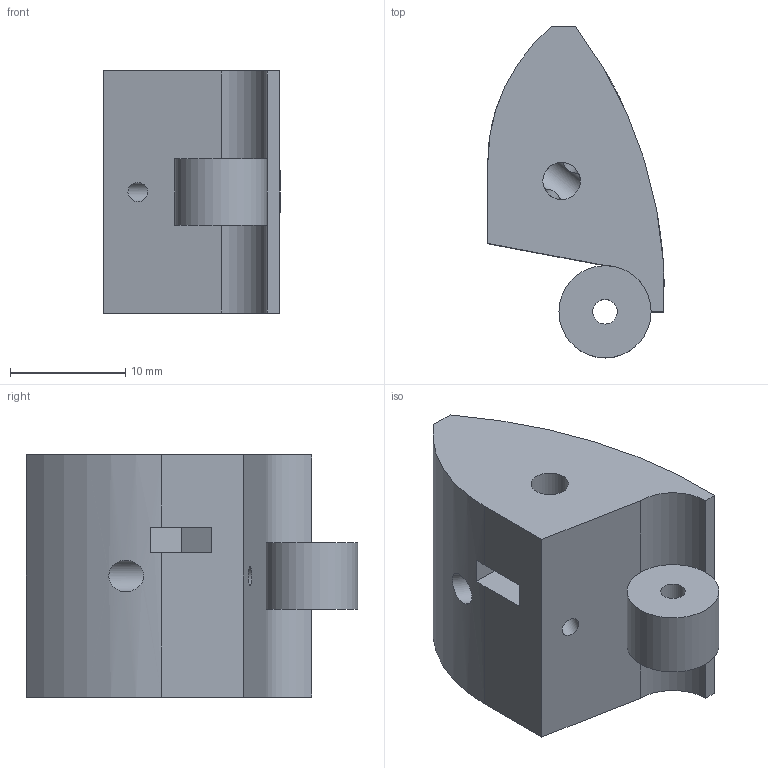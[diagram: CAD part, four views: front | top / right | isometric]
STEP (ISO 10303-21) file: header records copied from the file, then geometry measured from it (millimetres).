
FILE_DESCRIPTION(/* description */ (''),/* implementation_level */ '2;1');
FILE_NAME(/* name */ 'ThumbTop.stp',/* time_stamp */ '2025-10-24T00:52:05-05:00',/* author */ ('aul12'),/* organization */ (''),/* preprocessor_version */ 'ST-DEVELOPER v19.2',/* originating_system */ 'Autodesk Inventor 2024',/* authorisation */ '');
FILE_SCHEMA (('AUTOMOTIVE_DESIGN { 1 0 10303 214 3 1 1 }'));
Length unit declared in the file: millimetre
Products named in the file (1): PointerFingerTop
Bounding box: 15.28 x 28.78 x 21 mm (x, y, z)
Volume: 4996.4 mm3; surface area: 2464.7 mm2
Topology: 1 solids, 1 shells, 27 faces, 80 edges, 52 vertices
Faces by surface type: plane 16, cylinder 11
Full cylindrical faces by diameter (mm): 1.652 x2, 2.125 x1, 2.75 x1, 3.25 x2
Entity records: 1159 total; most frequent: CARTESIAN_POINT 378, ORIENTED_EDGE 160, DIRECTION 142, EDGE_CURVE 80, VERTEX_POINT 52, AXIS2_PLACEMENT_3D 48, LINE 46, VECTOR 46
